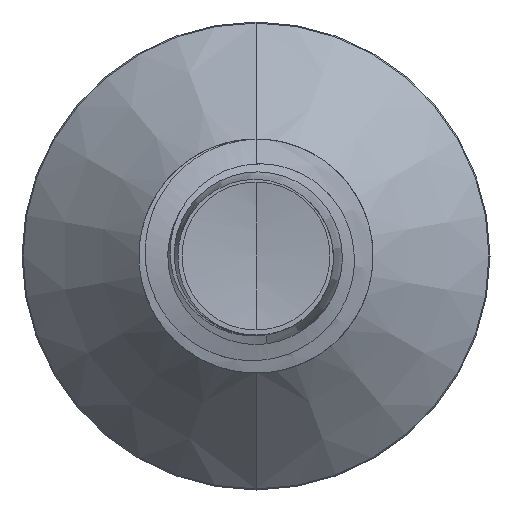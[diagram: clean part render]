
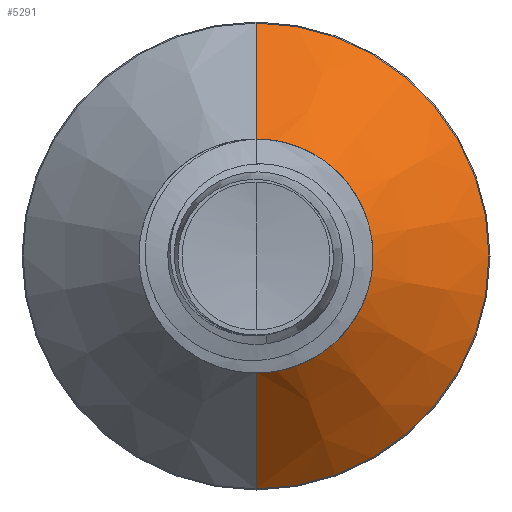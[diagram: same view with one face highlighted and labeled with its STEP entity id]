
A CAD part, front view. The second image highlights one B-rep face of the part: STEP entity #5291.
In plain terms, the highlighted conical face has half-angle 45 degrees and reference radius 0.996 mm.
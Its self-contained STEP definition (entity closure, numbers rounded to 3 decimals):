
#335 = AXIS2_PLACEMENT_3D ( 'NONE', #9271, #2490, #2486 ) ;
#649 = VECTOR ( 'NONE', #16708, 1000. ) ;
#1105 = CARTESIAN_POINT ( 'NONE',  ( 0., 7.146, -0.996 ) ) ;
#1228 = LINE ( 'NONE', #18362, #649 ) ;
#2175 = VERTEX_POINT ( 'NONE', #16015 ) ;
#2486 = DIRECTION ( 'NONE',  ( 0., 0., 1. ) ) ;
#2490 = DIRECTION ( 'NONE',  ( 0., 1., 0. ) ) ;
#3074 = CARTESIAN_POINT ( 'NONE',  ( 0., 7.146, 0. ) ) ;
#3705 = VERTEX_POINT ( 'NONE', #17153 ) ;
#3927 = CIRCLE ( 'NONE', #6397, 1.991 ) ;
#4257 = ORIENTED_EDGE ( 'NONE', *, *, #19089, .T. ) ;
#4895 = DIRECTION ( 'NONE',  ( 0., 0., 1. ) ) ;
#5289 = EDGE_CURVE ( 'NONE', #19268, #2175, #3927, .T. ) ;
#5291 = ADVANCED_FACE ( 'NONE', ( #12923 ), #12390, .T. ) ;
#6397 = AXIS2_PLACEMENT_3D ( 'NONE', #9347, #9345, #9398 ) ;
#7699 = LINE ( 'NONE', #1105, #16947 ) ;
#7908 = VERTEX_POINT ( 'NONE', #18299 ) ;
#9271 = CARTESIAN_POINT ( 'NONE',  ( 0., 7.146, 0. ) ) ;
#9345 = DIRECTION ( 'NONE',  ( 0., 1., 0. ) ) ;
#9347 = CARTESIAN_POINT ( 'NONE',  ( 0., 8.141, 0. ) ) ;
#9398 = DIRECTION ( 'NONE',  ( 0., 0., 1. ) ) ;
#11179 = EDGE_CURVE ( 'NONE', #7908, #3705, #11661, .T. ) ;
#11661 = CIRCLE ( 'NONE', #20753, 0.996 ) ;
#12223 = EDGE_LOOP ( 'NONE', ( #19910, #4257, #15987, #20903 ) ) ;
#12390 = CONICAL_SURFACE ( 'NONE', #335, 0.996, 0.785 ) ;
#12803 = EDGE_CURVE ( 'NONE', #7908, #19268, #1228, .T. ) ;
#12923 = FACE_OUTER_BOUND ( 'NONE', #12223, .T. ) ;
#13658 = DIRECTION ( 'NONE',  ( 0., 0.707, -0.707 ) ) ;
#15556 = DIRECTION ( 'NONE',  ( 0., 1., 0. ) ) ;
#15987 = ORIENTED_EDGE ( 'NONE', *, *, #5289, .F. ) ;
#16015 = CARTESIAN_POINT ( 'NONE',  ( 0., 8.141, -1.991 ) ) ;
#16708 = DIRECTION ( 'NONE',  ( 0., 0.707, 0.707 ) ) ;
#16947 = VECTOR ( 'NONE', #13658, 1000. ) ;
#17153 = CARTESIAN_POINT ( 'NONE',  ( 0., 7.146, -0.996 ) ) ;
#17661 = CARTESIAN_POINT ( 'NONE',  ( 0., 8.141, 1.991 ) ) ;
#18299 = CARTESIAN_POINT ( 'NONE',  ( 0., 7.146, 0.996 ) ) ;
#18362 = CARTESIAN_POINT ( 'NONE',  ( 0., 7.146, 0.996 ) ) ;
#19089 = EDGE_CURVE ( 'NONE', #3705, #2175, #7699, .T. ) ;
#19268 = VERTEX_POINT ( 'NONE', #17661 ) ;
#19910 = ORIENTED_EDGE ( 'NONE', *, *, #11179, .T. ) ;
#20753 = AXIS2_PLACEMENT_3D ( 'NONE', #3074, #15556, #4895 ) ;
#20903 = ORIENTED_EDGE ( 'NONE', *, *, #12803, .F. ) ;
